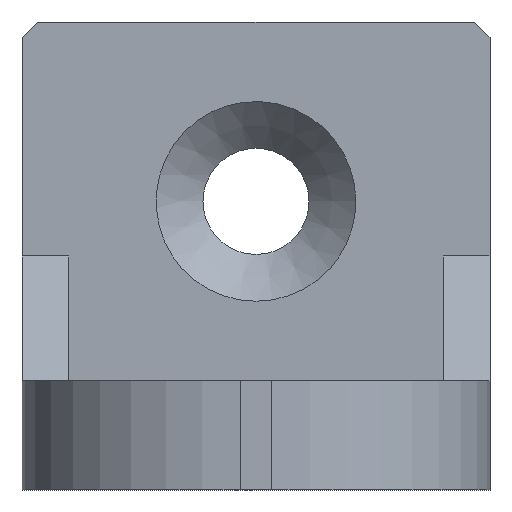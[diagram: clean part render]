
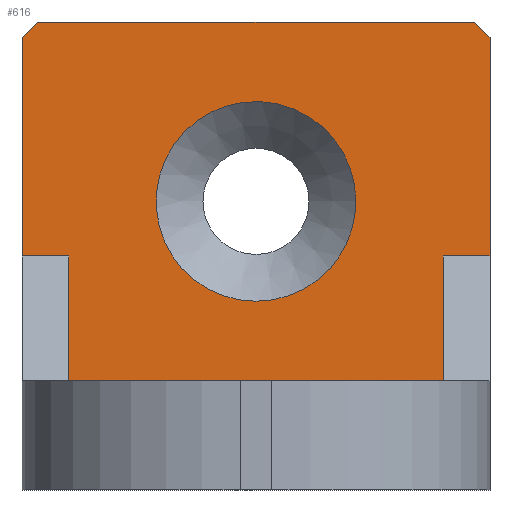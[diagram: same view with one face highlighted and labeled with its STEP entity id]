
A CAD part, front view. The second image highlights one B-rep face of the part: STEP entity #616.
In plain terms, the highlighted planar face has unit normal (0, -1, 0).
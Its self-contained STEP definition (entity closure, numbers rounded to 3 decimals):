
#97 = EDGE_CURVE('',#98,#100,#102,.T.);
#98 = VERTEX_POINT('',#99);
#99 = CARTESIAN_POINT('',(5.358,-7.,15.));
#100 = VERTEX_POINT('',#101);
#101 = CARTESIAN_POINT('',(6.4,-7.,18.5));
#102 = CIRCLE('',#103,6.4);
#103 = AXIS2_PLACEMENT_3D('',#104,#105,#106);
#104 = CARTESIAN_POINT('',(0.,-7.,18.5));
#105 = DIRECTION('',(0.,-1.,0.));
#106 = DIRECTION('',(1.,0.,0.));
#124 = EDGE_CURVE('',#100,#125,#127,.T.);
#125 = VERTEX_POINT('',#126);
#126 = CARTESIAN_POINT('',(-5.358,-7.,15.));
#127 = CIRCLE('',#128,6.4);
#128 = AXIS2_PLACEMENT_3D('',#129,#130,#131);
#129 = CARTESIAN_POINT('',(0.,-7.,18.5));
#130 = DIRECTION('',(0.,-1.,0.));
#131 = DIRECTION('',(1.,0.,0.));
#133 = EDGE_CURVE('',#125,#98,#134,.T.);
#134 = CIRCLE('',#135,6.4);
#135 = AXIS2_PLACEMENT_3D('',#136,#137,#138);
#136 = CARTESIAN_POINT('',(0.,-7.,18.5));
#137 = DIRECTION('',(0.,-1.,0.));
#138 = DIRECTION('',(1.,0.,0.));
#176 = VERTEX_POINT('',#177);
#177 = CARTESIAN_POINT('',(-15.,-7.,29.));
#216 = VERTEX_POINT('',#217);
#217 = CARTESIAN_POINT('',(-15.,-7.,15.));
#223 = EDGE_CURVE('',#216,#176,#224,.T.);
#224 = LINE('',#225,#226);
#225 = CARTESIAN_POINT('',(-15.,-7.,7.));
#226 = VECTOR('',#227,1.);
#227 = DIRECTION('',(0.,0.,1.));
#246 = EDGE_CURVE('',#176,#247,#249,.T.);
#247 = VERTEX_POINT('',#248);
#248 = CARTESIAN_POINT('',(-14.,-7.,30.));
#249 = LINE('',#250,#251);
#250 = CARTESIAN_POINT('',(-20.25,-7.,23.75));
#251 = VECTOR('',#252,1.);
#252 = DIRECTION('',(0.707,0.,0.707));
#277 = VERTEX_POINT('',#278);
#278 = CARTESIAN_POINT('',(14.,-7.,30.));
#284 = EDGE_CURVE('',#277,#247,#285,.T.);
#285 = LINE('',#286,#287);
#286 = CARTESIAN_POINT('',(0.,-7.,30.));
#287 = VECTOR('',#288,1.);
#288 = DIRECTION('',(-1.,0.,0.));
#308 = VERTEX_POINT('',#309);
#309 = CARTESIAN_POINT('',(15.,-7.,29.));
#315 = EDGE_CURVE('',#308,#277,#316,.T.);
#316 = LINE('',#317,#318);
#317 = CARTESIAN_POINT('',(12.75,-7.,31.25));
#318 = VECTOR('',#319,1.);
#319 = DIRECTION('',(-0.707,0.,0.707)
  );
#339 = EDGE_CURVE('',#340,#308,#342,.T.);
#340 = VERTEX_POINT('',#341);
#341 = CARTESIAN_POINT('',(15.,-7.,15.));
#342 = LINE('',#343,#344);
#343 = CARTESIAN_POINT('',(15.,-7.,7.));
#344 = VECTOR('',#345,1.);
#345 = DIRECTION('',(0.,0.,1.));
#394 = VERTEX_POINT('',#395);
#395 = CARTESIAN_POINT('',(12.,-7.,15.));
#401 = EDGE_CURVE('',#340,#394,#402,.T.);
#402 = LINE('',#403,#404);
#403 = CARTESIAN_POINT('',(15.,-7.,15.));
#404 = VECTOR('',#405,1.);
#405 = DIRECTION('',(-1.,0.,0.));
#417 = VERTEX_POINT('',#418);
#418 = CARTESIAN_POINT('',(-12.,-7.,15.));
#433 = EDGE_CURVE('',#417,#216,#434,.T.);
#434 = LINE('',#435,#436);
#435 = CARTESIAN_POINT('',(-12.,-7.,15.));
#436 = VECTOR('',#437,1.);
#437 = DIRECTION('',(-1.,0.,0.));
#557 = EDGE_CURVE('',#394,#558,#560,.T.);
#558 = VERTEX_POINT('',#559);
#559 = CARTESIAN_POINT('',(12.,-7.,7.));
#560 = LINE('',#561,#562);
#561 = CARTESIAN_POINT('',(12.,-7.,15.));
#562 = VECTOR('',#563,1.);
#563 = DIRECTION('',(0.,0.,-1.));
#580 = EDGE_CURVE('',#581,#417,#583,.T.);
#581 = VERTEX_POINT('',#582);
#582 = CARTESIAN_POINT('',(-12.,-7.,7.));
#583 = LINE('',#584,#585);
#584 = CARTESIAN_POINT('',(-12.,-7.,7.));
#585 = VECTOR('',#586,1.);
#586 = DIRECTION('',(0.,0.,1.));
#616 = ADVANCED_FACE('',(#617,#634),#639,.T.);
#617 = FACE_BOUND('',#618,.T.);
#618 = EDGE_LOOP('',(#619,#620,#621,#622,#628,#629,#630,#631,#632,#633)
  );
#619 = ORIENTED_EDGE('',*,*,#223,.F.);
#620 = ORIENTED_EDGE('',*,*,#433,.F.);
#621 = ORIENTED_EDGE('',*,*,#580,.F.);
#622 = ORIENTED_EDGE('',*,*,#623,.T.);
#623 = EDGE_CURVE('',#581,#558,#624,.T.);
#624 = LINE('',#625,#626);
#625 = CARTESIAN_POINT('',(-15.,-7.,7.));
#626 = VECTOR('',#627,1.);
#627 = DIRECTION('',(1.,0.,0.));
#628 = ORIENTED_EDGE('',*,*,#557,.F.);
#629 = ORIENTED_EDGE('',*,*,#401,.F.);
#630 = ORIENTED_EDGE('',*,*,#339,.T.);
#631 = ORIENTED_EDGE('',*,*,#315,.T.);
#632 = ORIENTED_EDGE('',*,*,#284,.T.);
#633 = ORIENTED_EDGE('',*,*,#246,.F.);
#634 = FACE_BOUND('',#635,.T.);
#635 = EDGE_LOOP('',(#636,#637,#638));
#636 = ORIENTED_EDGE('',*,*,#97,.F.);
#637 = ORIENTED_EDGE('',*,*,#133,.F.);
#638 = ORIENTED_EDGE('',*,*,#124,.F.);
#639 = PLANE('',#640);
#640 = AXIS2_PLACEMENT_3D('',#641,#642,#643);
#641 = CARTESIAN_POINT('',(0.,-7.,18.825));
#642 = DIRECTION('',(0.,-1.,0.));
#643 = DIRECTION('',(0.,0.,1.));
